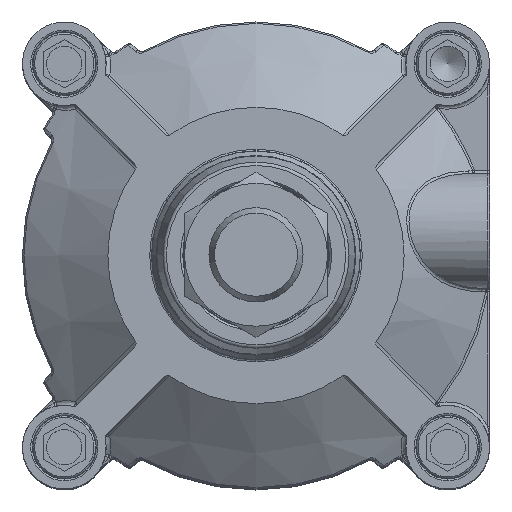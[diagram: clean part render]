
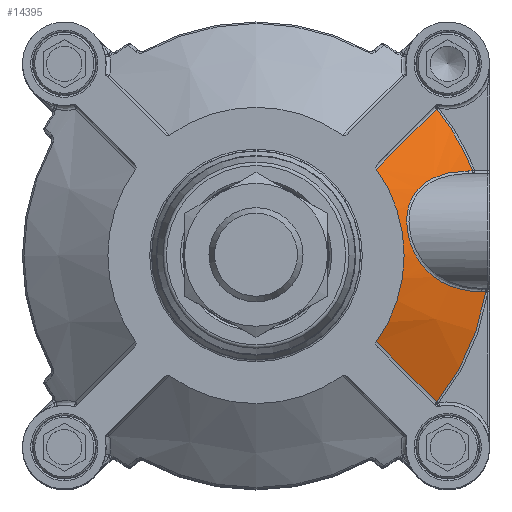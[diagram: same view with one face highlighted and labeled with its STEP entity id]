
A CAD part, top view. The second image highlights one B-rep face of the part: STEP entity #14395.
In plain terms, the highlighted conical face has half-angle 50.774 degrees and reference radius 54.75 mm.
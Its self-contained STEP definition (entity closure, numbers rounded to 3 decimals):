
#453=B_SPLINE_CURVE_WITH_KNOTS('',3,(#27306,#27307,#27308,#27309),
 .UNSPECIFIED.,.F.,.F.,(4,4),(0.339,3.46),
 .UNSPECIFIED.);
#458=B_SPLINE_CURVE_WITH_KNOTS('',3,(#27372,#27373,#27374,#27375),
 .UNSPECIFIED.,.F.,.F.,(4,4),(0.036,3.158),
 .UNSPECIFIED.);
#459=B_SPLINE_CURVE_WITH_KNOTS('',3,(#27487,#27488,#27489,#27490,#27491,
#27492,#27493,#27494,#27495,#27496,#27497,#27498,#27499,#27500,#27501),
 .UNSPECIFIED.,.F.,.F.,(4,1,1,1,1,1,1,1,1,1,1,1,4),(-6.953,-6.208,
-5.96,-4.967,-4.47,-3.973,-3.311,
-2.98,-2.318,-1.987,-1.49,
-0.993,0.),.UNSPECIFIED.);
#468=B_SPLINE_CURVE_WITH_KNOTS('',3,(#27964,#27965,#27966,#27967),
 .UNSPECIFIED.,.F.,.F.,(4,4),(-0.348,-0.188),
 .UNSPECIFIED.);
#469=B_SPLINE_CURVE_WITH_KNOTS('',3,(#27975,#27976,#27977,#27978),
 .UNSPECIFIED.,.F.,.F.,(4,4),(-0.021,0.),
 .UNSPECIFIED.);
#614=CONICAL_SURFACE('',#16039,54.75,0.886);
#1639=FACE_OUTER_BOUND('',#2497,.T.);
#2497=EDGE_LOOP('',(#11566,#11567,#11568,#11569,#11570,#11571,#11572,#11573,
#11574,#11575,#11576));
#5145=CIRCLE('',#15980,1227.126);
#5177=CIRCLE('',#16028,42.5);
#5186=CIRCLE('',#16040,13.782);
#5187=CIRCLE('',#16041,13.782);
#5188=CIRCLE('',#16042,66.724);
#5189=CIRCLE('',#16043,66.724);
#6253=VERTEX_POINT('',#27302);
#6255=VERTEX_POINT('',#27305);
#6260=VERTEX_POINT('',#27357);
#6261=VERTEX_POINT('',#27359);
#6263=VERTEX_POINT('',#27403);
#6265=VERTEX_POINT('',#27406);
#6267=VERTEX_POINT('',#27486);
#6298=VERTEX_POINT('',#27962);
#6299=VERTEX_POINT('',#27969);
#6300=VERTEX_POINT('',#27971);
#6301=VERTEX_POINT('',#27973);
#8083=EDGE_CURVE('',#6253,#6255,#453,.T.);
#8091=EDGE_CURVE('',#6261,#6260,#458,.T.);
#8097=EDGE_CURVE('',#6263,#6265,#5145,.T.);
#8100=EDGE_CURVE('',#6265,#6267,#459,.T.);
#8144=EDGE_CURVE('',#6255,#6261,#5177,.T.);
#8155=EDGE_CURVE('',#6267,#6298,#468,.T.);
#8156=EDGE_CURVE('',#6260,#6299,#5186,.T.);
#8157=EDGE_CURVE('',#6300,#6253,#5187,.T.);
#8158=EDGE_CURVE('',#6301,#6300,#5188,.T.);
#8159=EDGE_CURVE('',#6298,#6301,#469,.T.);
#8160=EDGE_CURVE('',#6299,#6263,#5189,.T.);
#11566=ORIENTED_EDGE('',*,*,#8156,.F.);
#11567=ORIENTED_EDGE('',*,*,#8091,.F.);
#11568=ORIENTED_EDGE('',*,*,#8144,.F.);
#11569=ORIENTED_EDGE('',*,*,#8083,.F.);
#11570=ORIENTED_EDGE('',*,*,#8157,.F.);
#11571=ORIENTED_EDGE('',*,*,#8158,.F.);
#11572=ORIENTED_EDGE('',*,*,#8159,.F.);
#11573=ORIENTED_EDGE('',*,*,#8155,.F.);
#11574=ORIENTED_EDGE('',*,*,#8100,.F.);
#11575=ORIENTED_EDGE('',*,*,#8097,.F.);
#11576=ORIENTED_EDGE('',*,*,#8160,.F.);
#14395=ADVANCED_FACE('',(#1639),#614,.T.);
#15980=AXIS2_PLACEMENT_3D('',#27407,#19245,#19246);
#16028=AXIS2_PLACEMENT_3D('',#27896,#19348,#19349);
#16039=AXIS2_PLACEMENT_3D('',#27968,#19370,#19371);
#16040=AXIS2_PLACEMENT_3D('',#27970,#19372,#19373);
#16041=AXIS2_PLACEMENT_3D('',#27972,#19374,#19375);
#16042=AXIS2_PLACEMENT_3D('',#27974,#19376,#19377);
#16043=AXIS2_PLACEMENT_3D('',#27979,#19378,#19379);
#19245=DIRECTION('center_axis',(0.043,0.998,-0.052));
#19246=DIRECTION('ref_axis',(0.603,-0.067,-0.795));
#19348=DIRECTION('center_axis',(0.,0.,
-1.));
#19349=DIRECTION('ref_axis',(1.,0.,0.));
#19370=DIRECTION('center_axis',(0.,0.,
1.));
#19371=DIRECTION('ref_axis',(0.707,-0.707,0.));
#19372=DIRECTION('center_axis',(0.488,-0.452,-0.747));
#19373=DIRECTION('ref_axis',(0.084,0.876,-0.475));
#19374=DIRECTION('center_axis',(0.488,0.452,-0.747));
#19375=DIRECTION('ref_axis',(0.066,-0.872,-0.485));
#19376=DIRECTION('center_axis',(0.,0.,
1.));
#19377=DIRECTION('ref_axis',(0.914,0.407,0.));
#19378=DIRECTION('center_axis',(0.,0.,
1.));
#19379=DIRECTION('ref_axis',(0.864,-0.504,0.));
#27302=CARTESIAN_POINT('',(51.712,41.906,-130.959));
#27305=CARTESIAN_POINT('',(34.531,24.776,-150.6));
#27306=CARTESIAN_POINT('Ctrl Pts',(51.712,41.906,-130.959));
#27307=CARTESIAN_POINT('Ctrl Pts',(45.995,36.2,-137.518));
#27308=CARTESIAN_POINT('Ctrl Pts',(40.273,30.491,-144.072));
#27309=CARTESIAN_POINT('Ctrl Pts',(34.531,24.776,-150.6));
#27357=CARTESIAN_POINT('',(51.712,-41.906,-130.959));
#27359=CARTESIAN_POINT('',(34.531,-24.776,-150.6));
#27372=CARTESIAN_POINT('Ctrl Pts',(34.531,-24.776,-150.6));
#27373=CARTESIAN_POINT('Ctrl Pts',(40.273,-30.491,-144.072));
#27374=CARTESIAN_POINT('Ctrl Pts',(45.995,-36.2,-137.518));
#27375=CARTESIAN_POINT('Ctrl Pts',(51.712,-41.906,-130.959));
#27403=CARTESIAN_POINT('',(62.153,-24.27,-130.825));
#27406=CARTESIAN_POINT('',(60.838,-24.266,-131.825));
#27407=CARTESIAN_POINT('Origin',(-679.372,57.857,843.46));
#27486=CARTESIAN_POINT('',(64.668,10.4,-131.825));
#27487=CARTESIAN_POINT('Ctrl Pts',(60.838,-24.266,-131.825));
#27488=CARTESIAN_POINT('Ctrl Pts',(58.862,-24.259,-133.326));
#27489=CARTESIAN_POINT('Ctrl Pts',(56.232,-23.999,-135.387));
#27490=CARTESIAN_POINT('Ctrl Pts',(51.265,-22.647,-139.54));
#27491=CARTESIAN_POINT('Ctrl Pts',(47.202,-20.47,-143.309));
#27492=CARTESIAN_POINT('Ctrl Pts',(44.112,-15.818,-147.067));
#27493=CARTESIAN_POINT('Ctrl Pts',(42.97,-10.771,-149.223));
#27494=CARTESIAN_POINT('Ctrl Pts',(43.538,-5.769,-149.523));
#27495=CARTESIAN_POINT('Ctrl Pts',(45.297,-0.668,
-148.374));
#27496=CARTESIAN_POINT('Ctrl Pts',(47.464,2.789,-146.508));
#27497=CARTESIAN_POINT('Ctrl Pts',(50.432,5.766,-143.867));
#27498=CARTESIAN_POINT('Ctrl Pts',(53.409,7.807,-141.236));
#27499=CARTESIAN_POINT('Ctrl Pts',(58.197,9.838,-137.113));
#27500=CARTESIAN_POINT('Ctrl Pts',(62.091,10.396,-133.903));
#27501=CARTESIAN_POINT('Ctrl Pts',(64.668,10.4,-131.825));
#27896=CARTESIAN_POINT('Origin',(0.,0.,
-150.6));
#27962=CARTESIAN_POINT('',(65.909,10.401,-130.825));
#27964=CARTESIAN_POINT('Ctrl Pts',(64.668,10.4,-131.825));
#27965=CARTESIAN_POINT('Ctrl Pts',(65.082,10.4,-131.492));
#27966=CARTESIAN_POINT('Ctrl Pts',(65.495,10.401,-131.158));
#27967=CARTESIAN_POINT('Ctrl Pts',(65.909,10.401,-130.825));
#27968=CARTESIAN_POINT('Origin',(0.,0.,
-140.6));
#27969=CARTESIAN_POINT('',(51.964,-41.855,-130.825));
#27970=CARTESIAN_POINT('Origin',(50.804,-53.926,-124.278));
#27971=CARTESIAN_POINT('',(51.964,41.855,-130.825));
#27972=CARTESIAN_POINT('Origin',(50.804,53.926,-124.278));
#27973=CARTESIAN_POINT('',(65.876,10.606,-130.825));
#27974=CARTESIAN_POINT('Origin',(0.,0.,
-130.825));
#27975=CARTESIAN_POINT('Ctrl Pts',(65.909,10.401,-130.825));
#27976=CARTESIAN_POINT('Ctrl Pts',(65.898,10.47,-130.825));
#27977=CARTESIAN_POINT('Ctrl Pts',(65.887,10.538,-130.825));
#27978=CARTESIAN_POINT('Ctrl Pts',(65.876,10.606,-130.825));
#27979=CARTESIAN_POINT('Origin',(0.,0.,
-130.825));
